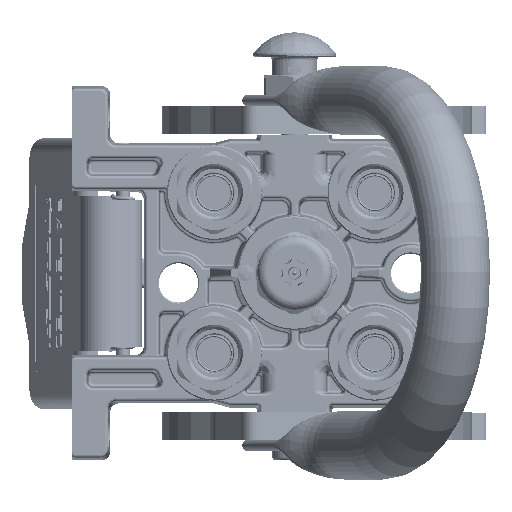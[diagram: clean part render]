
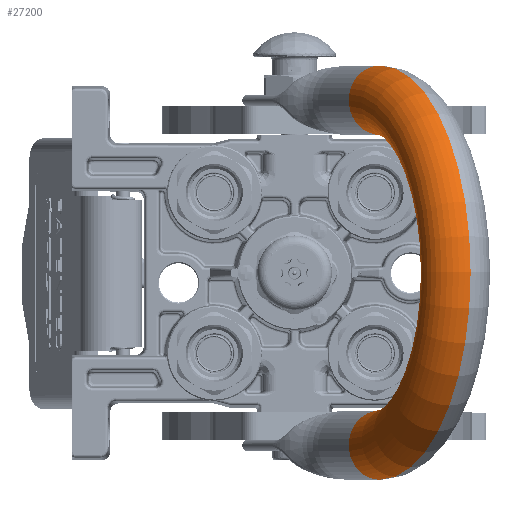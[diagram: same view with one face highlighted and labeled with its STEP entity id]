
A CAD part, top view. The second image highlights one B-rep face of the part: STEP entity #27200.
In plain terms, the highlighted toroidal (fillet/blend) face has major radius 62.25 mm and minor radius 12.5 mm.
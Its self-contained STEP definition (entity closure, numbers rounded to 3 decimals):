
#6853 = DIRECTION ( 'NONE',  ( 0., 1., 0. ) ) ;
#13461 = ORIENTED_EDGE ( 'NONE', *, *, #154071, .T. ) ;
#20328 = DIRECTION ( 'NONE',  ( -1., 0., 0. ) ) ;
#21225 = FACE_OUTER_BOUND ( 'NONE', #117341, .T. ) ;
#27200 = ADVANCED_FACE ( 'NONE', ( #21225 ), #207761, .T. ) ;
#27432 = EDGE_CURVE ( 'NONE', #149349, #60866, #176957, .T. ) ;
#47019 = CARTESIAN_POINT ( 'NONE',  ( 0., 0., 25.25 ) ) ;
#47692 = EDGE_CURVE ( 'NONE', #49536, #197383, #140717, .T. ) ;
#49536 = VERTEX_POINT ( 'NONE', #70766 ) ;
#50529 = CIRCLE ( 'NONE', #89003, 74.75 ) ;
#59660 = DIRECTION ( 'NONE',  ( 1., 0., 0. ) ) ;
#60866 = VERTEX_POINT ( 'NONE', #76455 ) ;
#66702 = DIRECTION ( 'NONE',  ( 0., 0., -1. ) ) ;
#66848 = AXIS2_PLACEMENT_3D ( 'NONE', #204638, #141053, #59660 ) ;
#70766 = CARTESIAN_POINT ( 'NONE',  ( -74.75, 0., 25.25 ) ) ;
#71501 = ORIENTED_EDGE ( 'NONE', *, *, #119249, .F. ) ;
#76455 = CARTESIAN_POINT ( 'NONE',  ( 49.75, 0., 25.25 ) ) ;
#86838 = DIRECTION ( 'NONE',  ( 0., 0., 1. ) ) ;
#89003 = AXIS2_PLACEMENT_3D ( 'NONE', #120440, #6853, #137571 ) ;
#101037 = AXIS2_PLACEMENT_3D ( 'NONE', #166005, #86838, #20328 ) ;
#106560 = AXIS2_PLACEMENT_3D ( 'NONE', #149447, #66702, #115937 ) ;
#110612 = ORIENTED_EDGE ( 'NONE', *, *, #27432, .F. ) ;
#115937 = DIRECTION ( 'NONE',  ( 1., 0., 0. ) ) ;
#117341 = EDGE_LOOP ( 'NONE', ( #13461, #110612, #71501, #192392 ) ) ;
#119249 = EDGE_CURVE ( 'NONE', #49536, #149349, #50529, .T. ) ;
#120440 = CARTESIAN_POINT ( 'NONE',  ( 0., 0., 25.25 ) ) ;
#137571 = DIRECTION ( 'NONE',  ( -1., 0., 0. ) ) ;
#140717 = CIRCLE ( 'NONE', #101037, 12.5 ) ;
#141053 = DIRECTION ( 'NONE',  ( 0., 1., 0. ) ) ;
#144813 = DIRECTION ( 'NONE',  ( 0., 1., 0. ) ) ;
#149349 = VERTEX_POINT ( 'NONE', #191307 ) ;
#149447 = CARTESIAN_POINT ( 'NONE',  ( 62.25, 0., 25.25 ) ) ;
#154071 = EDGE_CURVE ( 'NONE', #197383, #60866, #187200, .T. ) ;
#160452 = DIRECTION ( 'NONE',  ( -1., 0., 0. ) ) ;
#166005 = CARTESIAN_POINT ( 'NONE',  ( -62.25, 0., 25.25 ) ) ;
#176957 = CIRCLE ( 'NONE', #106560, 12.5 ) ;
#182352 = CARTESIAN_POINT ( 'NONE',  ( -49.75, 0., 25.25 ) ) ;
#187200 = CIRCLE ( 'NONE', #201887, 49.75 ) ;
#191307 = CARTESIAN_POINT ( 'NONE',  ( 74.75, 0., 25.25 ) ) ;
#192392 = ORIENTED_EDGE ( 'NONE', *, *, #47692, .T. ) ;
#197383 = VERTEX_POINT ( 'NONE', #182352 ) ;
#201887 = AXIS2_PLACEMENT_3D ( 'NONE', #47019, #144813, #160452 ) ;
#204638 = CARTESIAN_POINT ( 'NONE',  ( 0., 0., 25.25 ) ) ;
#207761 = TOROIDAL_SURFACE ( 'NONE', #66848, 62.25, 12.5 ) ;
